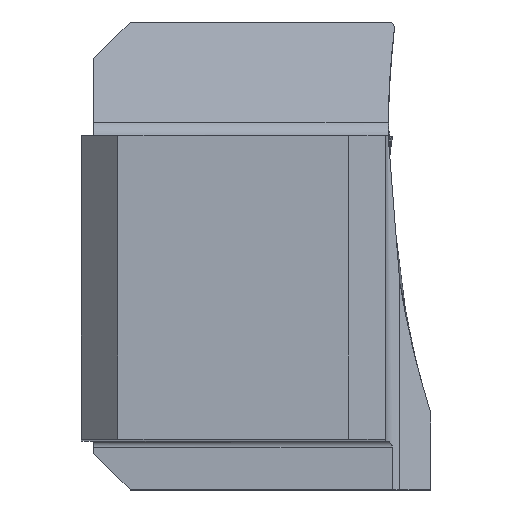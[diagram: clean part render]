
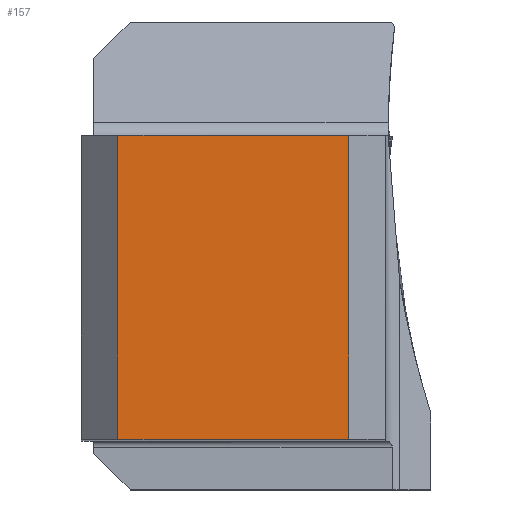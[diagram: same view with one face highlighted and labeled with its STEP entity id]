
A CAD part, top view. The second image highlights one B-rep face of the part: STEP entity #157.
In plain terms, the highlighted planar face has unit normal (0, 0, 1).
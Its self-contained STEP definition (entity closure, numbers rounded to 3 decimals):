
#118=PLANE('',#1395);
#157=ADVANCED_FACE('CU_BACK_SU1',(#238),#118,.F.);
#238=FACE_OUTER_BOUND('',#300,.T.);
#300=EDGE_LOOP('',(#642,#643,#644,#645));
#381=LINE('',#2719,#463);
#382=LINE('',#2722,#464);
#383=LINE('',#2724,#465);
#384=LINE('',#2726,#466);
#463=VECTOR('',#1552,1.);
#464=VECTOR('',#1553,1.);
#465=VECTOR('',#1554,1.);
#466=VECTOR('',#1555,1.);
#642=ORIENTED_EDGE('',*,*,#1105,.F.);
#643=ORIENTED_EDGE('',*,*,#1106,.F.);
#644=ORIENTED_EDGE('',*,*,#1107,.T.);
#645=ORIENTED_EDGE('',*,*,#1108,.T.);
#961=VERTEX_POINT('',#2720);
#962=VERTEX_POINT('',#2721);
#963=VERTEX_POINT('',#2723);
#964=VERTEX_POINT('',#2725);
#1105=EDGE_CURVE('',#961,#962,#381,.T.);
#1106=EDGE_CURVE('',#963,#961,#382,.T.);
#1107=EDGE_CURVE('',#963,#964,#383,.T.);
#1108=EDGE_CURVE('',#964,#962,#384,.T.);
#1395=AXIS2_PLACEMENT_3D('',#2727,#1556,#1557);
#1552=DIRECTION('',(0.,-1.,0.));
#1553=DIRECTION('',(1.,0.,0.));
#1554=DIRECTION('',(0.,-1.,0.));
#1555=DIRECTION('',(1.,0.,0.));
#1556=DIRECTION('',(0.,0.,-1.));
#1557=DIRECTION('',(1.,0.,0.));
#2719=CARTESIAN_POINT('',(21.925,0.,0.));
#2720=CARTESIAN_POINT('',(21.925,24.925,0.));
#2721=CARTESIAN_POINT('',(21.925,0.,0.));
#2722=CARTESIAN_POINT('',(110.,24.925,0.));
#2723=CARTESIAN_POINT('',(3.,24.925,0.));
#2724=CARTESIAN_POINT('',(3.,0.,0.));
#2725=CARTESIAN_POINT('',(3.,0.,0.));
#2726=CARTESIAN_POINT('',(110.,0.,0.));
#2727=CARTESIAN_POINT('',(-23.246,44.925,0.));
